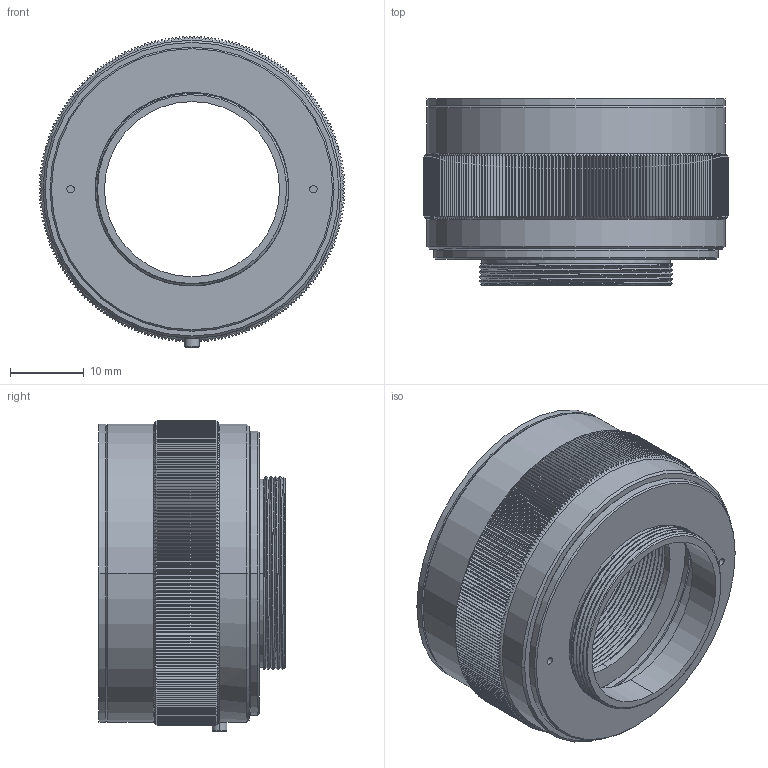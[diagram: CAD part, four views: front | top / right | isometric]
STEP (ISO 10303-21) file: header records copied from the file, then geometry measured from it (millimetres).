
FILE_DESCRIPTION((''),'2;1');
FILE_NAME('SM-Z4_ASM','2022-12-08T',('daizh'),(''),'CREO PARAMETRIC BY PTC INC, 2018360','CREO PARAMETRIC BY PTC INC, 2018360','');
FILE_SCHEMA(('CONFIG_CONTROL_DESIGN'));
Products named in the file (8): SM-Z4_A3; SM-Z4_A5; SM-Z4_A4; SM-Z4_A2; SM-Z4_A1; M2X4_HS; AXLE_2_5X6; SM-Z4_ASM
Assembly tree (7 placements, depth 2):
  SM-Z4_ASM
    SM-Z4_A3
    SM-Z4_A5
    SM-Z4_A4
    SM-Z4_A2
    SM-Z4_A1
    M2X4_HS
    AXLE_2_5X6
Bounding box: 41.5 x 25.3 x 42.25 mm (x, y, z)
Volume: 13670.9 mm3; surface area: 19055.2 mm2
Topology: 7 solids, 7 shells, 1153 faces, 3284 edges, 2163 vertices
Faces by surface type: plane 595, cylinder 451, bspline 58, cone 49
Entity records: 56816 total; most frequent: CARTESIAN_POINT 28982, ORIENTED_EDGE 6564, DIRECTION 4768, EDGE_CURVE 3282, VERTEX_POINT 2163, AXIS2_PLACEMENT_3D 1831, B_SPLINE_CURVE_WITH_KNOTS 1455, EDGE_LOOP 1185
